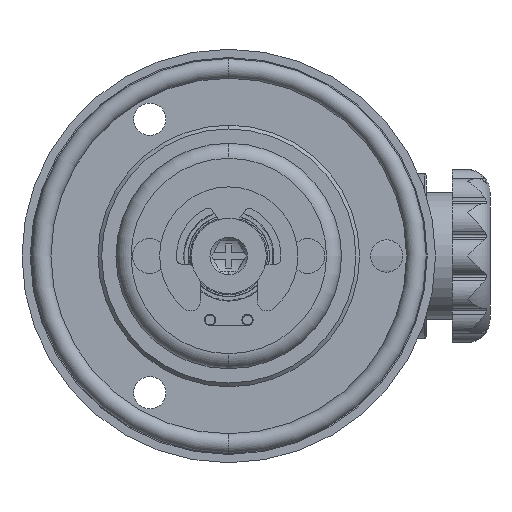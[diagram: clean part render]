
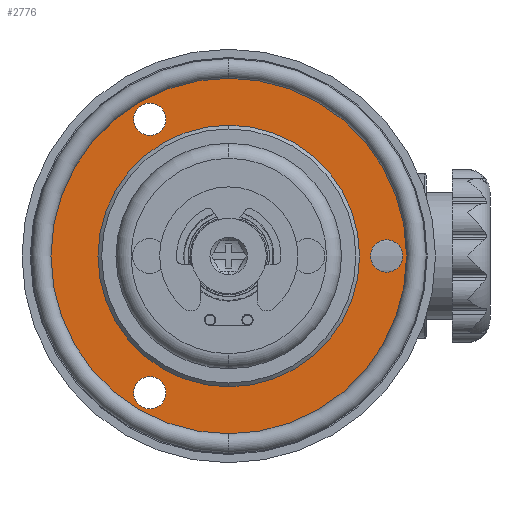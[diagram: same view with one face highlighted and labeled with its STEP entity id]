
A CAD part, front view. The second image highlights one B-rep face of the part: STEP entity #2776.
In plain terms, the highlighted planar face has unit normal (0, -1, 0).
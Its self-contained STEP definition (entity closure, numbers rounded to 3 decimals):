
#74 = FACE_OUTER_BOUND ( 'NONE', #15113, .T. ) ;
#1108 = ORIENTED_EDGE ( 'NONE', *, *, #25445, .T. ) ;
#1549 = DIRECTION ( 'NONE',  ( 0., 1., 0. ) ) ;
#2034 = CARTESIAN_POINT ( 'NONE',  ( 0., 3.5, -17.4 ) ) ;
#2416 = DIRECTION ( 'NONE',  ( 0., 0., -1. ) ) ;
#2587 = FACE_BOUND ( 'NONE', #24291, .T. ) ;
#2776 = ADVANCED_FACE ( 'NONE', ( #22402, #2587, #12728, #17687, #74 ), #24888, .T. ) ;
#4677 = EDGE_CURVE ( 'NONE', #21479, #17884, #10527, .T. ) ;
#4705 = EDGE_LOOP ( 'NONE', ( #23068, #20031 ) ) ;
#5447 = CARTESIAN_POINT ( 'NONE',  ( 0., 3.5, 17.4 ) ) ;
#5715 = ORIENTED_EDGE ( 'NONE', *, *, #29568, .T. ) ;
#6695 = DIRECTION ( 'NONE',  ( 0., 0., 1. ) ) ;
#6712 = CARTESIAN_POINT ( 'NONE',  ( 21., 3.5, 0. ) ) ;
#6864 = ORIENTED_EDGE ( 'NONE', *, *, #7967, .F. ) ;
#7268 = CARTESIAN_POINT ( 'NONE',  ( 0., 3.5, 0. ) ) ;
#7967 = EDGE_CURVE ( 'NONE', #17507, #25287, #11030, .T. ) ;
#8156 = CARTESIAN_POINT ( 'NONE',  ( -10.5, 3.5, -20.337 ) ) ;
#8778 = CIRCLE ( 'NONE', #31550, 2.15 ) ;
#8886 = EDGE_CURVE ( 'NONE', #18218, #14923, #29497, .T. ) ;
#8922 = ORIENTED_EDGE ( 'NONE', *, *, #4677, .T. ) ;
#9275 = CARTESIAN_POINT ( 'NONE',  ( 0., 3.5, 0. ) ) ;
#9728 = CIRCLE ( 'NONE', #19779, 2.15 ) ;
#10246 = DIRECTION ( 'NONE',  ( 0., -1., 0. ) ) ;
#10494 = CARTESIAN_POINT ( 'NONE',  ( 0., 3.5, 0. ) ) ;
#10527 = CIRCLE ( 'NONE', #12629, 17.4 ) ;
#10540 = CIRCLE ( 'NONE', #30156, 2.15 ) ;
#10983 = CARTESIAN_POINT ( 'NONE',  ( -10.5, 3.5, -18.187 ) ) ;
#11030 = CIRCLE ( 'NONE', #14215, 23.65 ) ;
#12239 = DIRECTION ( 'NONE',  ( 0., 1., 0. ) ) ;
#12317 = DIRECTION ( 'NONE',  ( 0., 0., 1. ) ) ;
#12446 = DIRECTION ( 'NONE',  ( 0., 1., 0. ) ) ;
#12629 = AXIS2_PLACEMENT_3D ( 'NONE', #9275, #21908, #19051 ) ;
#12728 = FACE_BOUND ( 'NONE', #28027, .T. ) ;
#12866 = VERTEX_POINT ( 'NONE', #20368 ) ;
#13112 = AXIS2_PLACEMENT_3D ( 'NONE', #7268, #12239, #17368 ) ;
#13485 = CIRCLE ( 'NONE', #32011, 17.4 ) ;
#14215 = AXIS2_PLACEMENT_3D ( 'NONE', #19295, #18649, #6695 ) ;
#14654 = CARTESIAN_POINT ( 'NONE',  ( 21., 3.5, 2.15 ) ) ;
#14923 = VERTEX_POINT ( 'NONE', #26962 ) ;
#15113 = EDGE_LOOP ( 'NONE', ( #6864, #30917 ) ) ;
#15461 = DIRECTION ( 'NONE',  ( 0., 1., 0. ) ) ;
#15465 = VERTEX_POINT ( 'NONE', #14654 ) ;
#15489 = CARTESIAN_POINT ( 'NONE',  ( -10.5, 3.5, -16.037 ) ) ;
#15580 = CARTESIAN_POINT ( 'NONE',  ( -10.5, 3.5, 18.187 ) ) ;
#15764 = EDGE_CURVE ( 'NONE', #17884, #21479, #13485, .T. ) ;
#15856 = CARTESIAN_POINT ( 'NONE',  ( 21., 3.5, 0. ) ) ;
#16280 = DIRECTION ( 'NONE',  ( 0., 1., 0. ) ) ;
#16349 = CIRCLE ( 'NONE', #31734, 2.15 ) ;
#16957 = CARTESIAN_POINT ( 'NONE',  ( -10.5, 3.5, -18.187 ) ) ;
#17188 = ORIENTED_EDGE ( 'NONE', *, *, #15764, .T. ) ;
#17234 = AXIS2_PLACEMENT_3D ( 'NONE', #25194, #10246, #2416 ) ;
#17368 = DIRECTION ( 'NONE',  ( 0., 0., 1. ) ) ;
#17507 = VERTEX_POINT ( 'NONE', #22464 ) ;
#17677 = CARTESIAN_POINT ( 'NONE',  ( 0., 3.5, -23.65 ) ) ;
#17687 = FACE_BOUND ( 'NONE', #28276, .T. ) ;
#17855 = DIRECTION ( 'NONE',  ( 0., 0., 1. ) ) ;
#17884 = VERTEX_POINT ( 'NONE', #2034 ) ;
#18218 = VERTEX_POINT ( 'NONE', #27880 ) ;
#18284 = DIRECTION ( 'NONE',  ( 0., 1., 0. ) ) ;
#18649 = DIRECTION ( 'NONE',  ( 0., 1., 0. ) ) ;
#19051 = DIRECTION ( 'NONE',  ( 0., 0., 1. ) ) ;
#19135 = ORIENTED_EDGE ( 'NONE', *, *, #28195, .T. ) ;
#19295 = CARTESIAN_POINT ( 'NONE',  ( 0., 3.5, 0. ) ) ;
#19779 = AXIS2_PLACEMENT_3D ( 'NONE', #16957, #1549, #12317 ) ;
#20031 = ORIENTED_EDGE ( 'NONE', *, *, #29602, .T. ) ;
#20368 = CARTESIAN_POINT ( 'NONE',  ( 21., 3.5, -2.15 ) ) ;
#21117 = DIRECTION ( 'NONE',  ( 0., 0., 1. ) ) ;
#21479 = VERTEX_POINT ( 'NONE', #5447 ) ;
#21908 = DIRECTION ( 'NONE',  ( 0., 1., 0. ) ) ;
#22402 = FACE_BOUND ( 'NONE', #4705, .T. ) ;
#22464 = CARTESIAN_POINT ( 'NONE',  ( 0., 3.5, 23.65 ) ) ;
#22785 = DIRECTION ( 'NONE',  ( 0., 0., 1. ) ) ;
#23068 = ORIENTED_EDGE ( 'NONE', *, *, #8886, .T. ) ;
#23290 = DIRECTION ( 'NONE',  ( 0., 0., 1. ) ) ;
#24291 = EDGE_LOOP ( 'NONE', ( #19135, #5715 ) ) ;
#24782 = VERTEX_POINT ( 'NONE', #15489 ) ;
#24888 = PLANE ( 'NONE',  #17234 ) ;
#25194 = CARTESIAN_POINT ( 'NONE',  ( -17.4, 3.5, 0. ) ) ;
#25265 = CIRCLE ( 'NONE', #27900, 2.15 ) ;
#25287 = VERTEX_POINT ( 'NONE', #17677 ) ;
#25445 = EDGE_CURVE ( 'NONE', #15465, #12866, #10540, .T. ) ;
#26950 = DIRECTION ( 'NONE',  ( 0., 0., 1. ) ) ;
#26962 = CARTESIAN_POINT ( 'NONE',  ( -10.5, 3.5, 16.037 ) ) ;
#27880 = CARTESIAN_POINT ( 'NONE',  ( -10.5, 3.5, 20.337 ) ) ;
#27900 = AXIS2_PLACEMENT_3D ( 'NONE', #15580, #12446, #22785 ) ;
#28027 = EDGE_LOOP ( 'NONE', ( #1108, #28547 ) ) ;
#28195 = EDGE_CURVE ( 'NONE', #24782, #31650, #9728, .T. ) ;
#28276 = EDGE_LOOP ( 'NONE', ( #8922, #17188 ) ) ;
#28410 = DIRECTION ( 'NONE',  ( 0., 0., 1. ) ) ;
#28473 = DIRECTION ( 'NONE',  ( 0., 1., 0. ) ) ;
#28547 = ORIENTED_EDGE ( 'NONE', *, *, #32147, .T. ) ;
#29497 = CIRCLE ( 'NONE', #31657, 2.15 ) ;
#29568 = EDGE_CURVE ( 'NONE', #31650, #24782, #8778, .T. ) ;
#29589 = DIRECTION ( 'NONE',  ( 0., 1., 0. ) ) ;
#29602 = EDGE_CURVE ( 'NONE', #14923, #18218, #25265, .T. ) ;
#30156 = AXIS2_PLACEMENT_3D ( 'NONE', #6712, #29589, #26950 ) ;
#30408 = CARTESIAN_POINT ( 'NONE',  ( -10.5, 3.5, 18.187 ) ) ;
#30917 = ORIENTED_EDGE ( 'NONE', *, *, #31125, .F. ) ;
#31125 = EDGE_CURVE ( 'NONE', #25287, #17507, #32744, .T. ) ;
#31550 = AXIS2_PLACEMENT_3D ( 'NONE', #10983, #16280, #21117 ) ;
#31650 = VERTEX_POINT ( 'NONE', #8156 ) ;
#31657 = AXIS2_PLACEMENT_3D ( 'NONE', #30408, #15461, #28410 ) ;
#31734 = AXIS2_PLACEMENT_3D ( 'NONE', #15856, #28473, #17855 ) ;
#32011 = AXIS2_PLACEMENT_3D ( 'NONE', #10494, #18284, #23290 ) ;
#32147 = EDGE_CURVE ( 'NONE', #12866, #15465, #16349, .T. ) ;
#32744 = CIRCLE ( 'NONE', #13112, 23.65 ) ;
